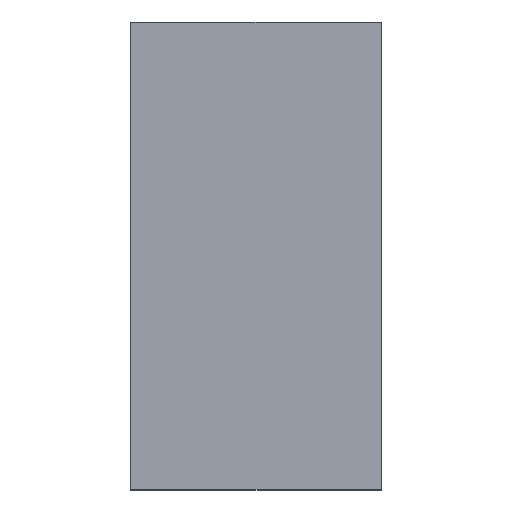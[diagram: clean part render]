
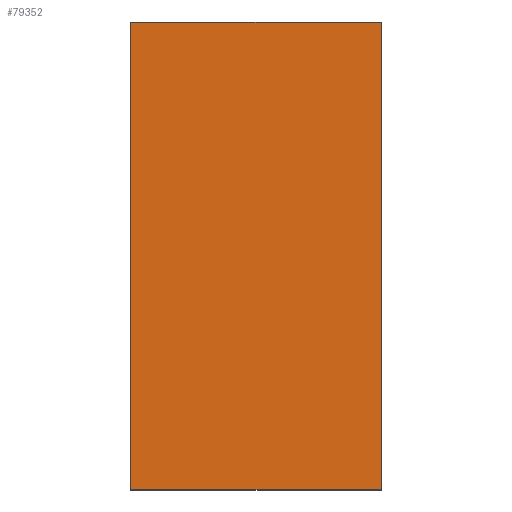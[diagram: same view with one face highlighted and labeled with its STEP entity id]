
A CAD part, top view. The second image highlights one B-rep face of the part: STEP entity #79352.
In plain terms, the highlighted planar face has unit normal (0, 0, 1).
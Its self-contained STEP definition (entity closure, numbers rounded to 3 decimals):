
#2179=PLANE('',#83788);
#5890=FACE_OUTER_BOUND('',#10174,.T.);
#10174=EDGE_LOOP('',(#51883,#51884,#51885,#51886));
#14788=LINE('',#112939,#22214);
#14789=LINE('',#112941,#22215);
#14790=LINE('',#112943,#22216);
#14791=LINE('',#112944,#22217);
#22214=VECTOR('',#91107,10.);
#22215=VECTOR('',#91108,10.);
#22216=VECTOR('',#91109,10.);
#22217=VECTOR('',#91110,10.);
#32568=VERTEX_POINT('',#112937);
#32569=VERTEX_POINT('',#112938);
#32570=VERTEX_POINT('',#112940);
#32571=VERTEX_POINT('',#112942);
#40161=EDGE_CURVE('',#32568,#32569,#14788,.T.);
#40162=EDGE_CURVE('',#32570,#32568,#14789,.T.);
#40163=EDGE_CURVE('',#32571,#32570,#14790,.T.);
#40164=EDGE_CURVE('',#32569,#32571,#14791,.T.);
#51883=ORIENTED_EDGE('',*,*,#40161,.F.);
#51884=ORIENTED_EDGE('',*,*,#40162,.F.);
#51885=ORIENTED_EDGE('',*,*,#40163,.F.);
#51886=ORIENTED_EDGE('',*,*,#40164,.F.);
#79352=ADVANCED_FACE('',(#5890),#2179,.F.);
#83788=AXIS2_PLACEMENT_3D('',#112936,#91105,#91106);
#91105=DIRECTION('center_axis',(0.,0.,
-1.));
#91106=DIRECTION('ref_axis',(0.,-1.,0.));
#91107=DIRECTION('',(0.,-1.,0.));
#91108=DIRECTION('',(1.,0.,0.));
#91109=DIRECTION('',(0.,1.,0.));
#91110=DIRECTION('',(-1.,0.,0.));
#112936=CARTESIAN_POINT('Origin',(0.,0.,
1.1));
#112937=CARTESIAN_POINT('',(265.,495.,1.1));
#112938=CARTESIAN_POINT('',(265.,-495.,1.1));
#112939=CARTESIAN_POINT('',(265.,495.,1.1));
#112940=CARTESIAN_POINT('',(-265.,495.,1.1));
#112941=CARTESIAN_POINT('',(-265.,495.,1.1));
#112942=CARTESIAN_POINT('',(-265.,-495.,1.1));
#112943=CARTESIAN_POINT('',(-265.,-495.,1.1));
#112944=CARTESIAN_POINT('',(265.,-495.,1.1));
